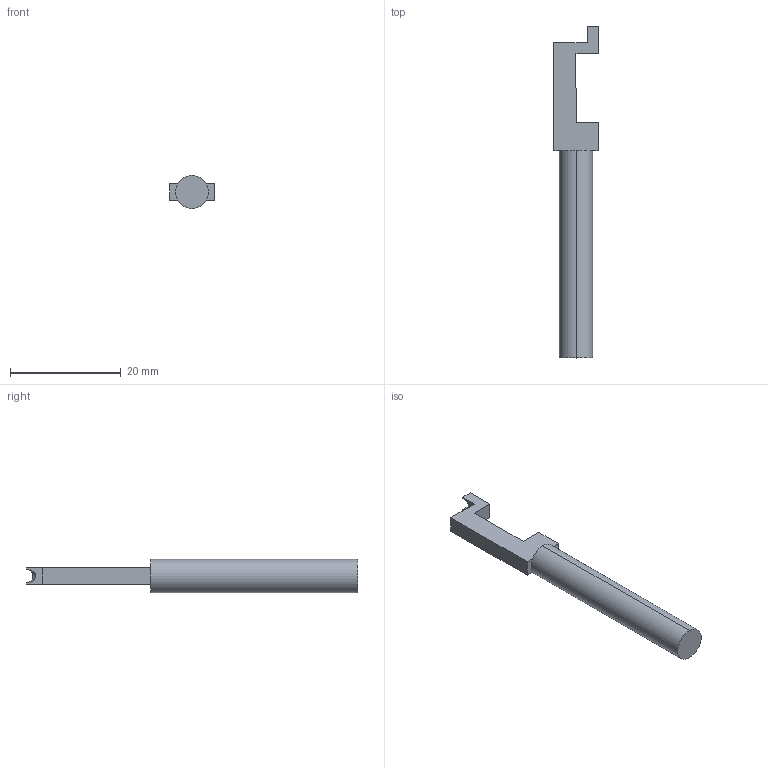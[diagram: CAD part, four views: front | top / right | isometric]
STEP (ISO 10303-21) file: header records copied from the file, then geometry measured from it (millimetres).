
FILE_DESCRIPTION (( 'STEP AP214' ), '1' );
FILE_NAME ('318-1355-1.STEP', '2019-10-28T14:21:54', ( '' ), ( '' ), 'SwSTEP 2.0', 'SolidWorks 2011', '' );
FILE_SCHEMA (( 'AUTOMOTIVE_DESIGN' ));
Length unit declared in the file: millimetre
Products named in the file (1): 318-1355-1
Bounding box: 8 x 60 x 6 mm (x, y, z)
Volume: 1391 mm3; surface area: 1157 mm2
Topology: 1 solids, 1 shells, 22 faces, 56 edges, 36 vertices
Faces by surface type: plane 17, cylinder 4, cone 1
Entity records: 717 total; most frequent: CARTESIAN_POINT 149, ORIENTED_EDGE 112, DIRECTION 110, EDGE_CURVE 56, LINE 40, VECTOR 40, VERTEX_POINT 36, AXIS2_PLACEMENT_3D 35
